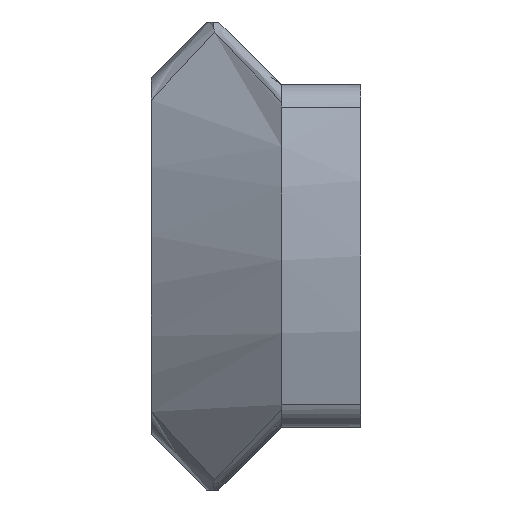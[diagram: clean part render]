
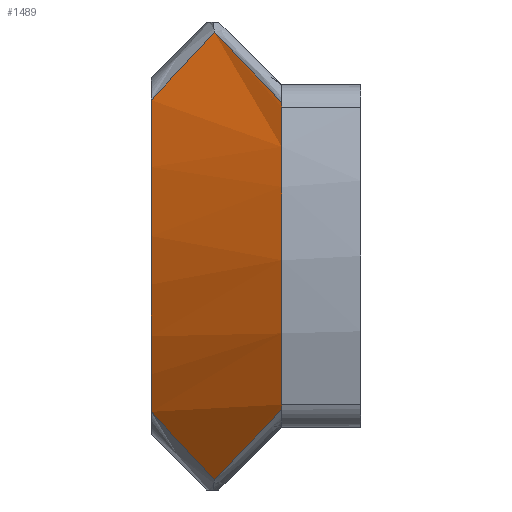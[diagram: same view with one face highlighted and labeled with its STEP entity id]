
A CAD part, left-side view. The second image highlights one B-rep face of the part: STEP entity #1489.
In plain terms, the highlighted free-form (B-spline) face has degree [3, 1] with [7, 2] control points.
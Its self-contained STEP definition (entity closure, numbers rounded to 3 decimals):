
#46 = EDGE_CURVE ( 'NONE', #2834, #1358, #5427, .T. ) ;
#50 = VERTEX_POINT ( 'NONE', #1491 ) ;
#62 = EDGE_CURVE ( 'NONE', #5310, #2964, #2923, .T. ) ;
#74 = CARTESIAN_POINT ( 'NONE',  ( -49.873, 3.58, 6.737 ) ) ;
#98 = ORIENTED_EDGE ( 'NONE', *, *, #4924, .F. ) ;
#156 = CARTESIAN_POINT ( 'NONE',  ( -50.714, 3.58, -3.926 ) ) ;
#216 = CARTESIAN_POINT ( 'NONE',  ( -49.875, 3.58, -6.731 ) ) ;
#230 = CARTESIAN_POINT ( 'NONE',  ( -47.601, 9.5, -4.6 ) ) ;
#264 = FACE_OUTER_BOUND ( 'NONE', #1314, .T. ) ;
#272 = CARTESIAN_POINT ( 'NONE',  ( -46.677, 6.633, 10.124 ) ) ;
#316 = CIRCLE ( 'NONE', #3270, 20.984 ) ;
#357 = EDGE_CURVE ( 'NONE', #4069, #2964, #5298, .T. ) ;
#377 = CARTESIAN_POINT ( 'NONE',  ( -49.456, 3.58, -8.03 ) ) ;
#380 = ORIENTED_EDGE ( 'NONE', *, *, #646, .T. ) ;
#417 = B_SPLINE_CURVE_WITH_KNOTS ( 'NONE', 3,
 ( #5423, #5479, #3611, #1844 ),
 .UNSPECIFIED., .F., .F.,
 ( 4, 4 ),
 ( 0., 0.004 ),
 .UNSPECIFIED. ) ;
#485 = CARTESIAN_POINT ( 'NONE',  ( -49.869, 3.58, -6.747 ) ) ;
#570 = CARTESIAN_POINT ( 'NONE',  ( -47.789, 5.653, -9.106 ) ) ;
#605 = CARTESIAN_POINT ( 'NONE',  ( -48.834, 4.636, -8.052 ) ) ;
#646 = EDGE_CURVE ( 'NONE', #4069, #3504, #4674, .T. ) ;
#787 = CARTESIAN_POINT ( 'NONE',  ( -43.817, 9.5, 12.24 ) ) ;
#809 = CARTESIAN_POINT ( 'NONE',  ( -47.271, 9.5, -6.586 ) ) ;
#939 = EDGE_CURVE ( 'NONE', #3504, #2834, #988, .T. ) ;
#962 = DIRECTION ( 'NONE',  ( 0., 0., -1. ) ) ;
#975 = DIRECTION ( 'NONE',  ( 0., 0., -1. ) ) ;
#988 = B_SPLINE_CURVE_WITH_KNOTS ( 'NONE', 3,
 ( #216, #3782, #156, #1986, #2317, #1896, #2907 ),
 .UNSPECIFIED., .F., .F.,
 ( 4, 1, 1, 1, 4 ),
 ( 0.152, 0.25, 0.5, 0.75, 0.848 ),
 .UNSPECIFIED. ) ;
#1057 = CARTESIAN_POINT ( 'NONE',  ( -49.869, 3.58, 6.747 ) ) ;
#1127 = CARTESIAN_POINT ( 'NONE',  ( -48.713, 3.58, -9.494 ) ) ;
#1135 = ORIENTED_EDGE ( 'NONE', *, *, #46, .T. ) ;
#1141 = CARTESIAN_POINT ( 'NONE',  ( -47.789, 5.653, 9.106 ) ) ;
#1178 = ORIENTED_EDGE ( 'NONE', *, *, #62, .T. ) ;
#1251 = CARTESIAN_POINT ( 'NONE',  ( -49.873, 3.58, -6.737 ) ) ;
#1278 = CARTESIAN_POINT ( 'NONE',  ( -49.875, 3.58, -6.731 ) ) ;
#1288 = ORIENTED_EDGE ( 'NONE', *, *, #939, .T. ) ;
#1314 = EDGE_LOOP ( 'NONE', ( #98, #3883, #2741, #4048, #4968, #1178, #3794, #380, #1288, #1135 ) ) ;
#1358 = VERTEX_POINT ( 'NONE', #5466 ) ;
#1432 = B_SPLINE_CURVE_WITH_KNOTS ( 'NONE', 3,
 ( #1496, #1537, #2390, #5518, #230, #3768, #1435 ),
 .UNSPECIFIED., .F., .F.,
 ( 4, 1, 1, 1, 4 ),
 ( 0.226, 0.25, 0.5, 0.75, 0.774 ),
 .UNSPECIFIED. ) ;
#1435 = CARTESIAN_POINT ( 'NONE',  ( -46.713, 9.5, -7.06 ) ) ;
#1489 = ADVANCED_FACE ( 'NONE', ( #264 ), #4325, .F. ) ;
#1491 = CARTESIAN_POINT ( 'NONE',  ( -49.795, 3.58, 6.961 ) ) ;
#1496 = CARTESIAN_POINT ( 'NONE',  ( -46.713, 9.5, 7.06 ) ) ;
#1521 = CARTESIAN_POINT ( 'NONE',  ( -46.787, 7.585, 9.103 ) ) ;
#1537 = CARTESIAN_POINT ( 'NONE',  ( -46.787, 9.5, 6.864 ) ) ;
#1562 = CARTESIAN_POINT ( 'NONE',  ( -46.713, 9.5, -7.06 ) ) ;
#1571 = CARTESIAN_POINT ( 'NONE',  ( -48.713, 3.58, 9.494 ) ) ;
#1844 = CARTESIAN_POINT ( 'NONE',  ( -46.677, 6.633, -10.124 ) ) ;
#1896 = CARTESIAN_POINT ( 'NONE',  ( -50.081, 3.58, 6.123 ) ) ;
#1986 = CARTESIAN_POINT ( 'NONE',  ( -51.177, 3.58, 0. ) ) ;
#2088 = EDGE_CURVE ( 'NONE', #3801, #5310, #417, .T. ) ;
#2112 = CARTESIAN_POINT ( 'NONE',  ( -50.597, 3.58, 4.926 ) ) ;
#2212 = CARTESIAN_POINT ( 'NONE',  ( -49.795, 3.58, -6.961 ) ) ;
#2315 = CARTESIAN_POINT ( 'NONE',  ( -46.801, 8.545, 8.079 ) ) ;
#2317 = CARTESIAN_POINT ( 'NONE',  ( -50.714, 3.58, 3.926 ) ) ;
#2335 = CARTESIAN_POINT ( 'NONE',  ( -46.677, 6.633, -10.124 ) ) ;
#2355 = B_SPLINE_CURVE_WITH_KNOTS ( 'NONE', 3,
 ( #2775, #1521, #2315, #2381 ),
 .UNSPECIFIED., .F., .F.,
 ( 4, 4 ),
 ( 0., 0.005 ),
 .UNSPECIFIED. ) ;
#2360 = CARTESIAN_POINT ( 'NONE',  ( -49.795, 3.58, -6.961 ) ) ;
#2381 = CARTESIAN_POINT ( 'NONE',  ( -46.713, 9.5, 7.06 ) ) ;
#2390 = CARTESIAN_POINT ( 'NONE',  ( -47.601, 9.5, 4.6 ) ) ;
#2404 = CARTESIAN_POINT ( 'NONE',  ( -49.875, 3.58, -6.731 ) ) ;
#2539 = CARTESIAN_POINT ( 'NONE',  ( -49.456, 3.58, 8.03 ) ) ;
#2556 = CARTESIAN_POINT ( 'NONE',  ( -49.875, 3.58, 6.731 ) ) ;
#2741 = ORIENTED_EDGE ( 'NONE', *, *, #5712, .T. ) ;
#2775 = CARTESIAN_POINT ( 'NONE',  ( -46.677, 6.633, 10.124 ) ) ;
#2790 = EDGE_CURVE ( 'NONE', #2940, #3801, #1432, .T. ) ;
#2834 = VERTEX_POINT ( 'NONE', #2556 ) ;
#2894 = CARTESIAN_POINT ( 'NONE',  ( -43.817, 9.5, -12.24 ) ) ;
#2907 = CARTESIAN_POINT ( 'NONE',  ( -49.875, 3.58, 6.731 ) ) ;
#2923 = B_SPLINE_CURVE_WITH_KNOTS ( 'NONE', 3,
 ( #4568, #570, #605, #2360 ),
 .UNSPECIFIED., .F., .F.,
 ( 4, 4 ),
 ( 0., 0.005 ),
 .UNSPECIFIED. ) ;
#2940 = VERTEX_POINT ( 'NONE', #3439 ) ;
#2964 = VERTEX_POINT ( 'NONE', #2212 ) ;
#3010 = CARTESIAN_POINT ( 'NONE',  ( -50.597, 3.58, -4.926 ) ) ;
#3015 = CARTESIAN_POINT ( 'NONE',  ( -49.871, 3.58, -6.742 ) ) ;
#3162 = B_SPLINE_CURVE_WITH_KNOTS ( 'NONE', 3,
 ( #3783, #4274, #1141, #272 ),
 .UNSPECIFIED., .F., .F.,
 ( 4, 4 ),
 ( 0., 0.005 ),
 .UNSPECIFIED. ) ;
#3188 = CARTESIAN_POINT ( 'NONE',  ( -30., 3.58, 0. ) ) ;
#3270 = AXIS2_PLACEMENT_3D ( 'NONE', #3188, #4964, #975 ) ;
#3324 = EDGE_CURVE ( 'NONE', #50, #3434, #3162, .T. ) ;
#3434 = VERTEX_POINT ( 'NONE', #4091 ) ;
#3439 = CARTESIAN_POINT ( 'NONE',  ( -46.713, 9.5, 7.06 ) ) ;
#3504 = VERTEX_POINT ( 'NONE', #2404 ) ;
#3611 = CARTESIAN_POINT ( 'NONE',  ( -46.787, 7.585, -9.103 ) ) ;
#3667 = DIRECTION ( 'NONE',  ( 0., -1., 0. ) ) ;
#3768 = CARTESIAN_POINT ( 'NONE',  ( -46.787, 9.5, -6.864 ) ) ;
#3782 = CARTESIAN_POINT ( 'NONE',  ( -50.081, 3.58, -6.123 ) ) ;
#3783 = CARTESIAN_POINT ( 'NONE',  ( -49.795, 3.58, 6.961 ) ) ;
#3794 = ORIENTED_EDGE ( 'NONE', *, *, #357, .F. ) ;
#3801 = VERTEX_POINT ( 'NONE', #1562 ) ;
#3883 = ORIENTED_EDGE ( 'NONE', *, *, #3324, .T. ) ;
#3884 = CARTESIAN_POINT ( 'NONE',  ( -47.271, 9.5, 6.586 ) ) ;
#4048 = ORIENTED_EDGE ( 'NONE', *, *, #2790, .T. ) ;
#4069 = VERTEX_POINT ( 'NONE', #485 ) ;
#4091 = CARTESIAN_POINT ( 'NONE',  ( -46.677, 6.633, 10.124 ) ) ;
#4094 = CARTESIAN_POINT ( 'NONE',  ( -30., 3.58, 0. ) ) ;
#4274 = CARTESIAN_POINT ( 'NONE',  ( -48.834, 4.636, 8.052 ) ) ;
#4321 = CARTESIAN_POINT ( 'NONE',  ( -45.161, 9.5, 10.504 ) ) ;
#4325 = B_SPLINE_SURFACE_WITH_KNOTS ( 'NONE', 3, 1, ( 
 ( #1571, #787 ),
 ( #2539, #4321 ),
 ( #2112, #3884 ),
 ( #5658, #5231 ),
 ( #3010, #809 ),
 ( #377, #5114 ),
 ( #1127, #2894 ) ),
 .UNSPECIFIED., .F., .F., .F.,
 ( 4, 1, 1, 1, 4 ),
 ( 2, 2 ),
 ( 0., 0.25, 0.5, 0.75, 1. ),
 ( 0., 1. ),
 .UNSPECIFIED. ) ;
#4568 = CARTESIAN_POINT ( 'NONE',  ( -46.677, 6.633, -10.124 ) ) ;
#4674 = B_SPLINE_CURVE_WITH_KNOTS ( 'NONE', 3,
 ( #5726, #3015, #1251, #1278 ),
 .UNSPECIFIED., .F., .F.,
 ( 4, 4 ),
 ( 0.151, 0.152 ),
 .UNSPECIFIED. ) ;
#4924 = EDGE_CURVE ( 'NONE', #50, #1358, #316, .T. ) ;
#4964 = DIRECTION ( 'NONE',  ( 0., -1., 0. ) ) ;
#4968 = ORIENTED_EDGE ( 'NONE', *, *, #2088, .T. ) ;
#5010 = CARTESIAN_POINT ( 'NONE',  ( -49.875, 3.58, 6.731 ) ) ;
#5046 = CARTESIAN_POINT ( 'NONE',  ( -49.871, 3.58, 6.742 ) ) ;
#5114 = CARTESIAN_POINT ( 'NONE',  ( -45.161, 9.5, -10.504 ) ) ;
#5204 = AXIS2_PLACEMENT_3D ( 'NONE', #4094, #3667, #962 ) ;
#5231 = CARTESIAN_POINT ( 'NONE',  ( -48.365, 9.5, 0. ) ) ;
#5298 = CIRCLE ( 'NONE', #5204, 20.984 ) ;
#5310 = VERTEX_POINT ( 'NONE', #2335 ) ;
#5423 = CARTESIAN_POINT ( 'NONE',  ( -46.713, 9.5, -7.06 ) ) ;
#5427 = B_SPLINE_CURVE_WITH_KNOTS ( 'NONE', 3,
 ( #5010, #74, #5046, #1057 ),
 .UNSPECIFIED., .F., .F.,
 ( 4, 4 ),
 ( 0.848, 0.849 ),
 .UNSPECIFIED. ) ;
#5466 = CARTESIAN_POINT ( 'NONE',  ( -49.869, 3.58, 6.747 ) ) ;
#5479 = CARTESIAN_POINT ( 'NONE',  ( -46.801, 8.544, -8.08 ) ) ;
#5518 = CARTESIAN_POINT ( 'NONE',  ( -48.365, 9.5, 0. ) ) ;
#5658 = CARTESIAN_POINT ( 'NONE',  ( -51.177, 3.58, 0. ) ) ;
#5712 = EDGE_CURVE ( 'NONE', #3434, #2940, #2355, .T. ) ;
#5726 = CARTESIAN_POINT ( 'NONE',  ( -49.869, 3.58, -6.747 ) ) ;
